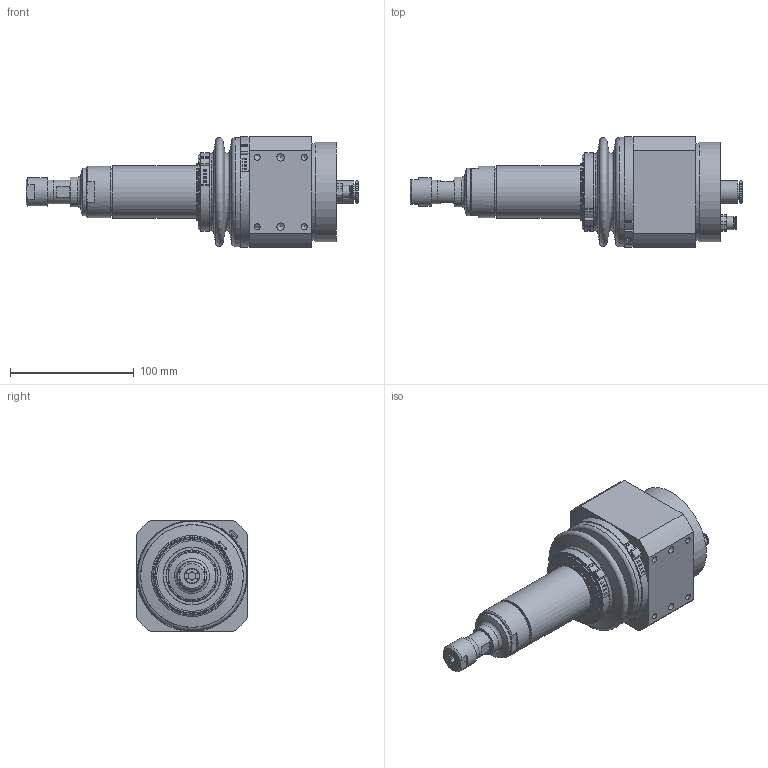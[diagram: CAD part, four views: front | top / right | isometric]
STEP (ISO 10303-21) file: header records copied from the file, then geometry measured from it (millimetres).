
FILE_DESCRIPTION(/* description */ (''),/* implementation_level */ '2;1');
FILE_NAME(/* name */ 'ESR 50_29940055.stp',/* time_stamp */ '2015-03-25T11:12:25+01:00',/* author */ ('ekoch'),/* organization */ (''),/* preprocessor_version */ 'ST-DEVELOPER v15.2',/* originating_system */ 'Autodesk Inventor 2014',/* authorisation */ '');
FILE_SCHEMA (('AUTOMOTIVE_DESIGN { 1 0 10303 214 3 1 1 }'));
Length unit declared in the file: millimetre
Products named in the file (1): ESR 50_29940055
Bounding box: 267.78 x 90 x 90 mm (x, y, z)
Volume: 961442.5 mm3; surface area: 221476.1 mm2
Topology: 15 solids, 16 shells, 531 faces, 1344 edges, 871 vertices
Faces by surface type: plane 236, cylinder 190, cone 85, torus 19, sphere 1
Full cylindrical faces by diameter (mm): 2.5 x1, 4.917 x4, 6 x17, 6.1 x1, 7.2 x1, 8.382 x1, 8.565 x1, 8.566 x1, 9.728 x1, 9.9 x1, 10.5 x1, 10.6 x1, 12 x2, 13.2 x1, 14.95 x2, 15.1 x1, 15.837 x1, 16.662 x1, 17.917 x1, 18.5 x2, 18.98 x1, 19 x3, 19.5 x1, 20 x1, 23 x1, 23.5 x1, 24 x1, 26 x1, 28 x1, 29 x1
Entity records: 15943 total; most frequent: CARTESIAN_POINT 3286, DIRECTION 2602, ORIENTED_EDGE 2286, EDGE_CURVE 1143, AXIS2_PLACEMENT_3D 1097, VERTEX_POINT 816, EDGE_LOOP 773, CIRCLE 565
